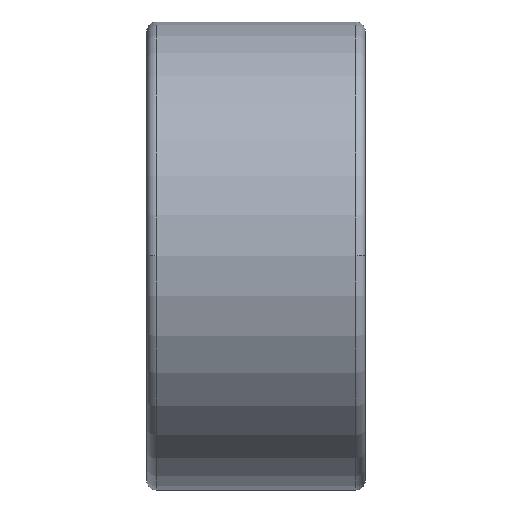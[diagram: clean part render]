
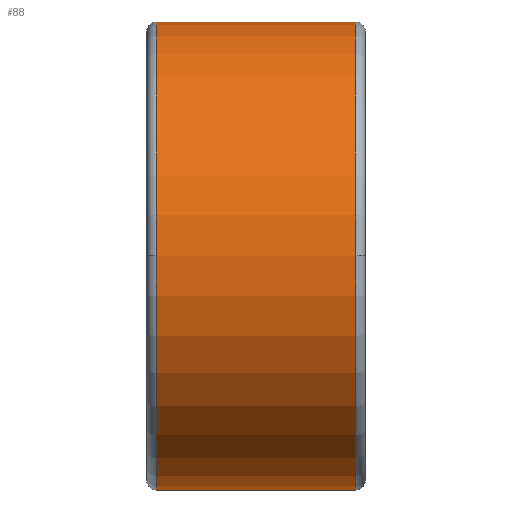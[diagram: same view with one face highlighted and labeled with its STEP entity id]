
A CAD part, top view. The second image highlights one B-rep face of the part: STEP entity #88.
In plain terms, the highlighted cylindrical face has radius 15 mm (diameter 30 mm), a partial arc.
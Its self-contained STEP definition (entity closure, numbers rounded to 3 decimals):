
#88=ADVANCED_FACE('',(#227),#228,.T.);
#227=FACE_OUTER_BOUND('',#547,.T.);
#228=CYLINDRICAL_SURFACE('',#548,15.0);
#547=EDGE_LOOP('',(#881,#882,#883,#884,#885,#886));
#548=AXIS2_PLACEMENT_3D('',#887,#888,#889);
#881=ORIENTED_EDGE('',*,*,#1871,.F.);
#882=ORIENTED_EDGE('',*,*,#1872,.T.);
#883=ORIENTED_EDGE('',*,*,#1873,.T.);
#884=ORIENTED_EDGE('',*,*,#1874,.F.);
#885=ORIENTED_EDGE('',*,*,#1875,.F.);
#886=ORIENTED_EDGE('',*,*,#1867,.F.);
#887=CARTESIAN_POINT('',(7.0,0.0,0.0));
#888=DIRECTION('',(1.0,0.0,0.0));
#889=DIRECTION('',(0.0,1.0,0.0));
#1867=EDGE_CURVE('',#2168,#2170,#2171,.T.);
#1871=EDGE_CURVE('',#2177,#2168,#2178,.T.);
#1872=EDGE_CURVE('',#2177,#2179,#2180,.T.);
#1873=EDGE_CURVE('',#2179,#2181,#2182,.T.);
#1874=EDGE_CURVE('',#2183,#2181,#2184,.T.);
#1875=EDGE_CURVE('',#2170,#2183,#2185,.T.);
#2168=VERTEX_POINT('',#2668);
#2170=VERTEX_POINT('',#2670);
#2171=CIRCLE('',#2671,15.0);
#2177=VERTEX_POINT('',#2677);
#2178=LINE('',#2678,#2679);
#2179=VERTEX_POINT('',#2680);
#2180=CIRCLE('',#2681,15.0);
#2181=VERTEX_POINT('',#2682);
#2182=CIRCLE('',#2683,15.0);
#2183=VERTEX_POINT('',#2684);
#2184=LINE('',#2685,#2686);
#2185=CIRCLE('',#2687,15.0);
#2668=CARTESIAN_POINT('',(13.4,15.0,0.0));
#2670=CARTESIAN_POINT('',(13.4,0.,15.0));
#2671=AXIS2_PLACEMENT_3D('',#4435,#4436,#4437);
#2677=CARTESIAN_POINT('',(0.6,15.0,0.0));
#2678=CARTESIAN_POINT('',(7.0,15.0,0.));
#2679=VECTOR('',#4447,1.0);
#2680=CARTESIAN_POINT('',(0.6,0.,15.0));
#2681=AXIS2_PLACEMENT_3D('',#4448,#4449,#4450);
#2682=CARTESIAN_POINT('',(0.6,-15.0,0.));
#2683=AXIS2_PLACEMENT_3D('',#4451,#4452,#4453);
#2684=CARTESIAN_POINT('',(13.4,-15.0,0.));
#2685=CARTESIAN_POINT('',(7.0,-15.0,0.));
#2686=VECTOR('',#4454,1.0);
#2687=AXIS2_PLACEMENT_3D('',#4455,#4456,#4457);
#4435=CARTESIAN_POINT('',(13.4,0.0,0.0));
#4436=DIRECTION('',(1.0,0.0,0.0));
#4437=DIRECTION('',(0.0,1.0,0.0));
#4447=DIRECTION('',(1.0,0.0,0.0));
#4448=CARTESIAN_POINT('',(0.6,0.0,0.0));
#4449=DIRECTION('',(1.0,0.0,0.0));
#4450=DIRECTION('',(0.0,1.0,0.0));
#4451=CARTESIAN_POINT('',(0.6,0.0,0.0));
#4452=DIRECTION('',(1.0,0.0,0.0));
#4453=DIRECTION('',(0.0,1.0,0.0));
#4454=DIRECTION('',(-1.0,-0.0,-0.0));
#4455=CARTESIAN_POINT('',(13.4,0.0,0.0));
#4456=DIRECTION('',(1.0,0.0,0.0));
#4457=DIRECTION('',(0.0,1.0,0.0));
